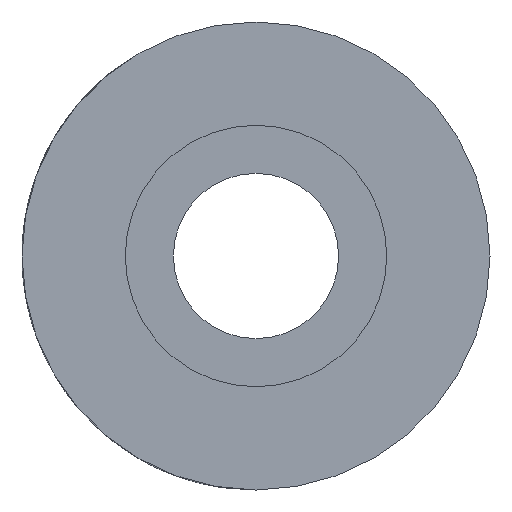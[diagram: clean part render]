
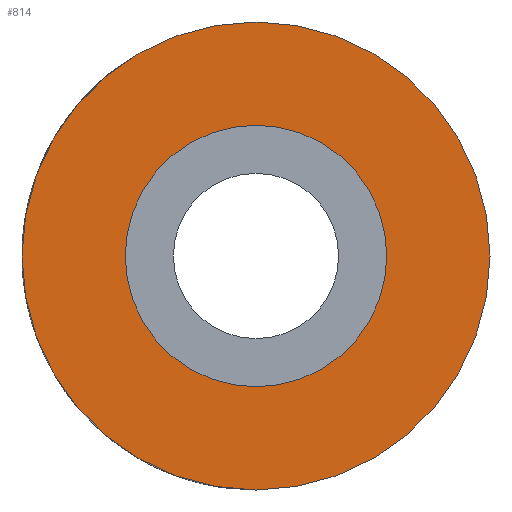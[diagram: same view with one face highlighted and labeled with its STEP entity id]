
A CAD part, left-side view. The second image highlights one B-rep face of the part: STEP entity #814.
In plain terms, the highlighted planar face has unit normal (-1, 0, 0).
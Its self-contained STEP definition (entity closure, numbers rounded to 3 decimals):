
#212 = AXIS2_PLACEMENT_3D ( 'NONE', #538, #4089, #2056 ) ;
#265 = CARTESIAN_POINT ( 'NONE',  ( 0., 0., 8.5 ) ) ;
#538 = CARTESIAN_POINT ( 'NONE',  ( 0., 0., 0. ) ) ;
#552 = CARTESIAN_POINT ( 'NONE',  ( 0., 0., -8.5 ) ) ;
#814 = ADVANCED_FACE ( 'NONE', ( #4867, #1284 ), #4038, .F. ) ;
#855 = EDGE_LOOP ( 'NONE', ( #8590, #3416 ) ) ;
#1278 = VERTEX_POINT ( 'NONE', #265 ) ;
#1284 = FACE_OUTER_BOUND ( 'NONE', #855, .T. ) ;
#1546 = CIRCLE ( 'NONE', #4345, 8.5 ) ;
#1609 = CARTESIAN_POINT ( 'NONE',  ( 0., 0., 0. ) ) ;
#1706 = DIRECTION ( 'NONE',  ( 0., 0., 1. ) ) ;
#1794 = DIRECTION ( 'NONE',  ( -1., 0., 0. ) ) ;
#1933 = CARTESIAN_POINT ( 'NONE',  ( 0., 0., 0. ) ) ;
#2056 = DIRECTION ( 'NONE',  ( 0., 0., -1. ) ) ;
#2255 = DIRECTION ( 'NONE',  ( 0., 0., 1. ) ) ;
#2797 = DIRECTION ( 'NONE',  ( 0., 0., -1. ) ) ;
#3416 = ORIENTED_EDGE ( 'NONE', *, *, #5715, .T. ) ;
#4038 = PLANE ( 'NONE',  #212 ) ;
#4089 = DIRECTION ( 'NONE',  ( 1., 0., 0. ) ) ;
#4345 = AXIS2_PLACEMENT_3D ( 'NONE', #8118, #1794, #1706 ) ;
#4423 = DIRECTION ( 'NONE',  ( 0., 0., -1. ) ) ;
#4867 = FACE_BOUND ( 'NONE', #6343, .T. ) ;
#4917 = DIRECTION ( 'NONE',  ( -1., 0., 0. ) ) ;
#4923 = AXIS2_PLACEMENT_3D ( 'NONE', #5814, #6367, #2255 ) ;
#5238 = AXIS2_PLACEMENT_3D ( 'NONE', #1609, #7156, #4423 ) ;
#5715 = EDGE_CURVE ( 'NONE', #8850, #1278, #8920, .T. ) ;
#5814 = CARTESIAN_POINT ( 'NONE',  ( 0., 0., 0. ) ) ;
#6132 = AXIS2_PLACEMENT_3D ( 'NONE', #1933, #4917, #2797 ) ;
#6343 = EDGE_LOOP ( 'NONE', ( #7859, #7806 ) ) ;
#6347 = CARTESIAN_POINT ( 'NONE',  ( 0., 0., -4.75 ) ) ;
#6367 = DIRECTION ( 'NONE',  ( -1., 0., 0. ) ) ;
#6793 = CARTESIAN_POINT ( 'NONE',  ( 0., 0., 4.75 ) ) ;
#7073 = VERTEX_POINT ( 'NONE', #6793 ) ;
#7147 = CIRCLE ( 'NONE', #5238, 4.75 ) ;
#7156 = DIRECTION ( 'NONE',  ( -1., 0., 0. ) ) ;
#7653 = EDGE_CURVE ( 'NONE', #7073, #8096, #7147, .T. ) ;
#7745 = CIRCLE ( 'NONE', #6132, 4.75 ) ;
#7806 = ORIENTED_EDGE ( 'NONE', *, *, #8870, .F. ) ;
#7814 = EDGE_CURVE ( 'NONE', #1278, #8850, #1546, .T. ) ;
#7859 = ORIENTED_EDGE ( 'NONE', *, *, #7653, .F. ) ;
#8096 = VERTEX_POINT ( 'NONE', #6347 ) ;
#8118 = CARTESIAN_POINT ( 'NONE',  ( 0., 0., 0. ) ) ;
#8590 = ORIENTED_EDGE ( 'NONE', *, *, #7814, .T. ) ;
#8850 = VERTEX_POINT ( 'NONE', #552 ) ;
#8870 = EDGE_CURVE ( 'NONE', #8096, #7073, #7745, .T. ) ;
#8920 = CIRCLE ( 'NONE', #4923, 8.5 ) ;
